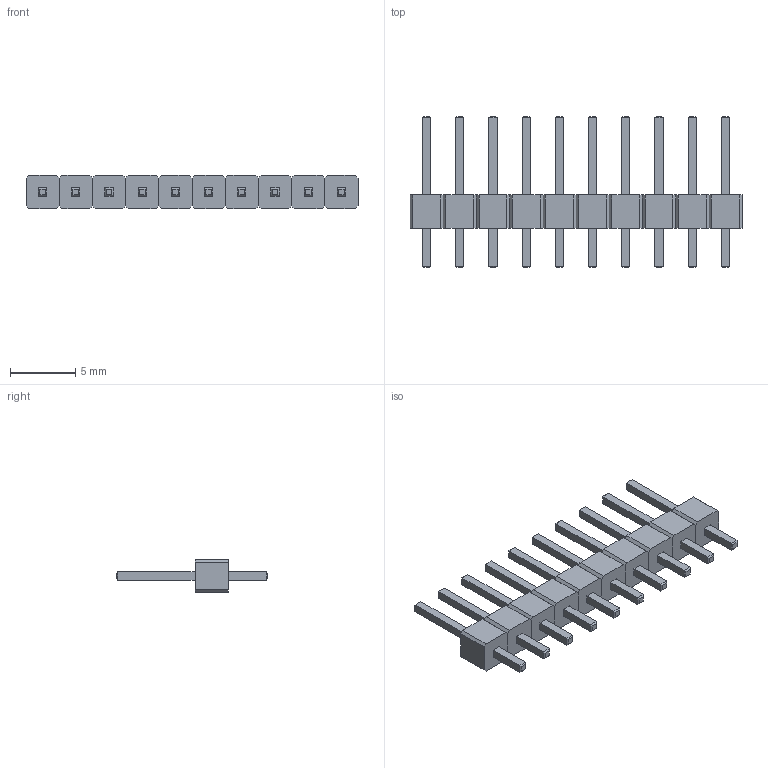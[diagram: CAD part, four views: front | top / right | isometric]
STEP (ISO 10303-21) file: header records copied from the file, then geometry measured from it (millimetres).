
FILE_DESCRIPTION (( 'STEP AP214' ), '1' );
FILE_NAME ('User Library-PLS-10.STEP', '2017-08-16T03:39:41', ( 'Windows User' ), ( '' ), 'SwSTEP 2.0', 'SolidWorks 2017', '' );
FILE_SCHEMA (( 'AUTOMOTIVE_DESIGN' ));
Length unit declared in the file: millimetre
Products named in the file (1): User Library-PLS-10
Bounding box: 25.4 x 11.54 x 2.54 mm (x, y, z)
Volume: 198.5 mm3; surface area: 730.7 mm2
Topology: 20 solids, 20 shells, 280 faces, 640 edges, 400 vertices
Faces by surface type: plane 280
Entity records: 7849 total; most frequent: CARTESIAN_POINT 1321, ORIENTED_EDGE 1280, DIRECTION 1202, LINE 640, EDGE_CURVE 640, VECTOR 640, VERTEX_POINT 400, EDGE_LOOP 300
